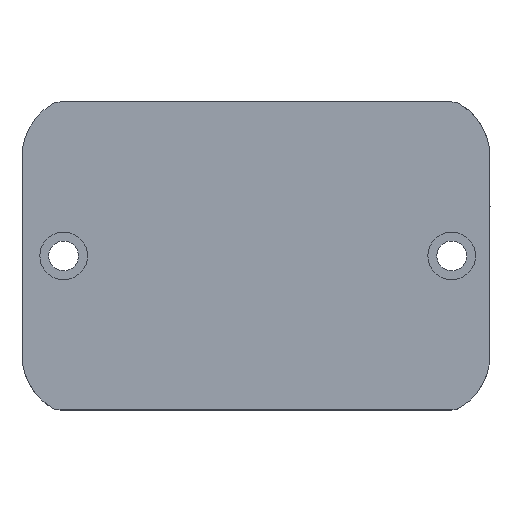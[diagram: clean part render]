
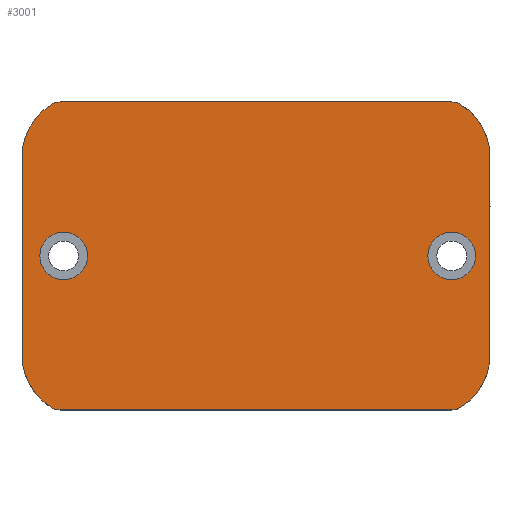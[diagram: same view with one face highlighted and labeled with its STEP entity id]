
A CAD part, top view. The second image highlights one B-rep face of the part: STEP entity #3001.
In plain terms, the highlighted planar face has unit normal (0, 0, 1).
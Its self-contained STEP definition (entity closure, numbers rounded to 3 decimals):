
#136=DIRECTION('',(-1.,0.,0.));
#137=VECTOR('',#136,45.996);
#138=CARTESIAN_POINT('',(-3826.19,9973.539,7.5));
#139=LINE('',#138,#137);
#440=DIRECTION('',(1.,0.,0.));
#441=VECTOR('',#440,45.989);
#442=CARTESIAN_POINT('',(-3872.187,9937.339,7.5));
#443=LINE('',#442,#441);
#680=CARTESIAN_POINT('',(-3869.369,9967.022,7.5));
#681=DIRECTION('',(0.,0.,-1.));
#682=DIRECTION('',(-1.,0.,0.));
#683=AXIS2_PLACEMENT_3D('',#680,#681,#682);
#688=CARTESIAN_POINT('',(-3872.186,9971.541,7.5));
#689=DIRECTION('',(0.,0.,-1.));
#690=DIRECTION('',(-0.528,0.849,0.));
#691=AXIS2_PLACEMENT_3D('',#688,#689,#690);
#696=CARTESIAN_POINT('',(-3826.201,9971.531,7.5));
#697=DIRECTION('',(0.,0.,-1.));
#698=DIRECTION('',(0.005,1.,0.));
#699=AXIS2_PLACEMENT_3D('',#696,#697,#698);
#704=CARTESIAN_POINT('',(-3829.015,9967.022,7.5));
#705=DIRECTION('',(0.,0.,-1.));
#706=DIRECTION('',(0.529,0.849,0.));
#707=AXIS2_PLACEMENT_3D('',#704,#705,#706);
#712=CARTESIAN_POINT('',(-3829.015,9943.855,7.5));
#713=DIRECTION('',(0.,0.,-1.));
#714=DIRECTION('',(1.,0.,0.));
#715=AXIS2_PLACEMENT_3D('',#712,#713,#714);
#720=CARTESIAN_POINT('',(-3826.201,9939.346,7.5));
#721=DIRECTION('',(0.,0.,-1.));
#722=DIRECTION('',(0.527,-0.85,0.));
#723=AXIS2_PLACEMENT_3D('',#720,#721,#722);
#728=CARTESIAN_POINT('',(-3872.187,9937.339,7.5));
#729=CARTESIAN_POINT('',(-3872.371,9937.339,7.5));
#730=CARTESIAN_POINT('',(-3872.741,9937.391,7.5));
#731=CARTESIAN_POINT('',(-3873.084,9937.542,7.5));
#732=CARTESIAN_POINT('',(-3873.24,9937.639,7.5));
#737=CARTESIAN_POINT('',(-3869.369,9943.855,7.5));
#738=DIRECTION('',(0.,0.,-1.));
#739=DIRECTION('',(-0.529,-0.849,0.));
#740=AXIS2_PLACEMENT_3D('',#737,#738,#739);
#745=CARTESIAN_POINT('',(-3826.197,9955.443,7.5));
#746=DIRECTION('',(0.,0.,1.));
#747=DIRECTION('',(1.,0.,0.));
#748=AXIS2_PLACEMENT_3D('',#745,#746,#747);
#753=CARTESIAN_POINT('',(-3826.197,9955.443,7.5));
#754=DIRECTION('',(0.,0.,1.));
#755=DIRECTION('',(-1.,0.,0.));
#756=AXIS2_PLACEMENT_3D('',#753,#754,#755);
#761=CARTESIAN_POINT('',(-3871.797,9955.443,7.5));
#762=DIRECTION('',(0.,0.,1.));
#763=DIRECTION('',(1.,0.,0.));
#764=AXIS2_PLACEMENT_3D('',#761,#762,#763);
#769=CARTESIAN_POINT('',(-3871.797,9955.443,7.5));
#770=DIRECTION('',(0.,0.,1.));
#771=DIRECTION('',(-1.,0.,0.));
#772=AXIS2_PLACEMENT_3D('',#769,#770,#771);
#856=DIRECTION('',(0.,-1.,0.));
#857=VECTOR('',#856,23.168);
#858=CARTESIAN_POINT('',(-3876.692,9967.022,7.5));
#859=LINE('',#858,#857);
#1443=DIRECTION('',(0.,1.,0.));
#1444=VECTOR('',#1443,23.168);
#1445=CARTESIAN_POINT('',(-3821.692,9943.855,7.5));
#1446=LINE('',#1445,#1444);
#1869=CARTESIAN_POINT('',(-3826.19,9973.539,7.5));
#1870=VERTEX_POINT('',#1869);
#1871=CARTESIAN_POINT('',(-3872.186,9973.539,7.5));
#1872=VERTEX_POINT('',#1871);
#1893=CARTESIAN_POINT('',(-3825.143,9937.639,7.5));
#1894=VERTEX_POINT('',#1893);
#1895=CARTESIAN_POINT('',(-3821.692,9943.855,7.5));
#1896=VERTEX_POINT('',#1895);
#1900=CARTESIAN_POINT('',(-3826.197,9937.339,7.5));
#1901=VERTEX_POINT('',#1900);
#1910=CARTESIAN_POINT('',(-3872.187,9937.339,7.5));
#1911=VERTEX_POINT('',#1910);
#1928=CARTESIAN_POINT('',(-3873.24,9973.238,7.5));
#1929=VERTEX_POINT('',#1928);
#1932=CARTESIAN_POINT('',(-3876.692,9967.022,7.5));
#1933=VERTEX_POINT('',#1932);
#1934=CARTESIAN_POINT('',(-3825.144,9973.238,7.5));
#1935=VERTEX_POINT('',#1934);
#1936=CARTESIAN_POINT('',(-3821.692,9967.022,7.5));
#1937=VERTEX_POINT('',#1936);
#1938=VERTEX_POINT('',#732);
#1939=CARTESIAN_POINT('',(-3876.692,9943.855,7.5));
#1940=VERTEX_POINT('',#1939);
#1941=CARTESIAN_POINT('',(-3824.447,9955.443,7.5));
#1942=CARTESIAN_POINT('',(-3827.947,9955.443,7.5));
#1943=VERTEX_POINT('',#1941);
#1944=VERTEX_POINT('',#1942);
#1945=CARTESIAN_POINT('',(-3870.047,9955.443,7.5));
#1946=CARTESIAN_POINT('',(-3873.547,9955.443,7.5));
#1947=VERTEX_POINT('',#1945);
#1948=VERTEX_POINT('',#1946);
#2963=CARTESIAN_POINT('',(0.,0.,7.5));
#2964=DIRECTION('',(0.,0.,1.));
#2965=DIRECTION('',(1.,0.,0.));
#2966=AXIS2_PLACEMENT_3D('',#2963,#2964,#2965);
#2967=PLANE('',#2966);
#2969=ORIENTED_EDGE('',*,*,#2968,.T.);
#2970=ORIENTED_EDGE('',*,*,#2947,.T.);
#2971=ORIENTED_EDGE('',*,*,#2219,.F.);
#2973=ORIENTED_EDGE('',*,*,#2972,.T.);
#2975=ORIENTED_EDGE('',*,*,#2974,.T.);
#2977=ORIENTED_EDGE('',*,*,#2976,.F.);
#2978=ORIENTED_EDGE('',*,*,#2564,.T.);
#2979=ORIENTED_EDGE('',*,*,#2589,.T.);
#2980=ORIENTED_EDGE('',*,*,#2713,.F.);
#2982=ORIENTED_EDGE('',*,*,#2981,.T.);
#2984=ORIENTED_EDGE('',*,*,#2983,.T.);
#2986=ORIENTED_EDGE('',*,*,#2985,.F.);
#2987=EDGE_LOOP('',(#2969,#2970,#2971,#2973,#2975,#2977,#2978,#2979,#2980,#2982,
#2984,#2986));
#2988=FACE_OUTER_BOUND('',#2987,.F.);
#2990=ORIENTED_EDGE('',*,*,#2989,.T.);
#2992=ORIENTED_EDGE('',*,*,#2991,.T.);
#2993=EDGE_LOOP('',(#2990,#2992));
#2994=FACE_BOUND('',#2993,.F.);
#2996=ORIENTED_EDGE('',*,*,#2995,.T.);
#2998=ORIENTED_EDGE('',*,*,#2997,.T.);
#2999=EDGE_LOOP('',(#2996,#2998));
#3000=FACE_BOUND('',#2999,.F.);
#3001=ADVANCED_FACE('',(#2988,#2994,#3000),#2967,.T.);
#684=CIRCLE('',#683,7.322);
#692=CIRCLE('',#691,1.997);
#700=CIRCLE('',#699,2.008);
#708=CIRCLE('',#707,7.322);
#716=CIRCLE('',#715,7.322);
#724=CIRCLE('',#723,2.008);
#733=B_SPLINE_CURVE_WITH_KNOTS('',3,(#728,#729,#730,#731,#732),.UNSPECIFIED.,
.F.,.F.,(4,1,4),(0.,0.5,1.),.UNSPECIFIED.);
#741=CIRCLE('',#740,7.322);
#749=CIRCLE('',#748,1.75);
#757=CIRCLE('',#756,1.75);
#765=CIRCLE('',#764,1.75);
#773=CIRCLE('',#772,1.75);
#2219=EDGE_CURVE('',#1870,#1872,#139,.T.);
#2564=EDGE_CURVE('',#1896,#1894,#716,.T.);
#2589=EDGE_CURVE('',#1894,#1901,#724,.T.);
#2713=EDGE_CURVE('',#1911,#1901,#443,.T.);
#2947=EDGE_CURVE('',#1929,#1872,#692,.T.);
#2968=EDGE_CURVE('',#1933,#1929,#684,.T.);
#2972=EDGE_CURVE('',#1870,#1935,#700,.T.);
#2974=EDGE_CURVE('',#1935,#1937,#708,.T.);
#2976=EDGE_CURVE('',#1896,#1937,#1446,.T.);
#2981=EDGE_CURVE('',#1911,#1938,#733,.T.);
#2983=EDGE_CURVE('',#1938,#1940,#741,.T.);
#2985=EDGE_CURVE('',#1933,#1940,#859,.T.);
#2989=EDGE_CURVE('',#1943,#1944,#749,.T.);
#2991=EDGE_CURVE('',#1944,#1943,#757,.T.);
#2995=EDGE_CURVE('',#1947,#1948,#765,.T.);
#2997=EDGE_CURVE('',#1948,#1947,#773,.T.);
